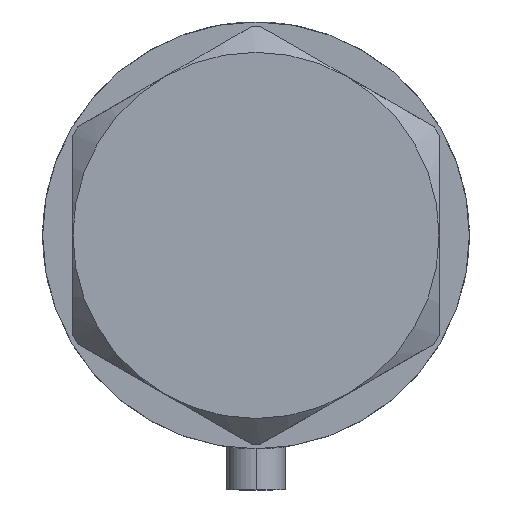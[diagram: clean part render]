
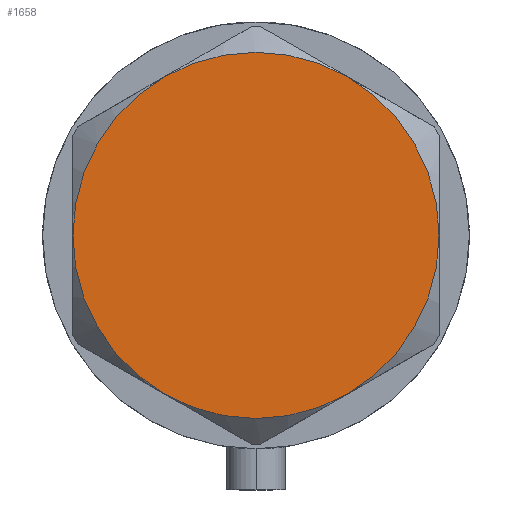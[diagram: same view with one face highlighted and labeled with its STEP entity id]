
A CAD part, left-side view. The second image highlights one B-rep face of the part: STEP entity #1658.
In plain terms, the highlighted face is planar.
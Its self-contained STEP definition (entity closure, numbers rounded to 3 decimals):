
#34 = AXIS2_PLACEMENT_3D ( 'NONE', #3774, #2395, #2033 ) ;
#76 = CARTESIAN_POINT ( 'NONE',  ( 18.875, 32.692, 13. ) ) ;
#89 = EDGE_LOOP ( 'NONE', ( #117, #1226, #350, #1938, #2765, #3863 ) ) ;
#117 = ORIENTED_EDGE ( 'NONE', *, *, #501, .T. ) ;
#189 = AXIS2_PLACEMENT_3D ( 'NONE', #1099, #744, #2859 ) ;
#197 = AXIS2_PLACEMENT_3D ( 'NONE', #1349, #1688, #3088 ) ;
#236 = CARTESIAN_POINT ( 'NONE',  ( 0., 0., 13. ) ) ;
#282 = DIRECTION ( 'NONE',  ( 0., 0., 1. ) ) ;
#350 = ORIENTED_EDGE ( 'NONE', *, *, #2884, .T. ) ;
#434 = EDGE_CURVE ( 'NONE', #4423, #1985, #3367, .T. ) ;
#459 = EDGE_CURVE ( 'NONE', #1174, #4423, #1011, .T. ) ;
#501 = EDGE_CURVE ( 'NONE', #1985, #1104, #700, .T. ) ;
#614 = DIRECTION ( 'NONE',  ( 0., 0., 1. ) ) ;
#700 = CIRCLE ( 'NONE', #189, 37.75 ) ;
#744 = DIRECTION ( 'NONE',  ( 0., 0., 1. ) ) ;
#792 = AXIS2_PLACEMENT_3D ( 'NONE', #3000, #3755, #2019 ) ;
#900 = VERTEX_POINT ( 'NONE', #1139 ) ;
#909 = PLANE ( 'NONE',  #197 ) ;
#1011 = CIRCLE ( 'NONE', #1247, 37.75 ) ;
#1031 = DIRECTION ( 'NONE',  ( 1., 0., 0. ) ) ;
#1099 = CARTESIAN_POINT ( 'NONE',  ( 0., 0., 13. ) ) ;
#1104 = VERTEX_POINT ( 'NONE', #2960 ) ;
#1139 = CARTESIAN_POINT ( 'NONE',  ( -18.875, 32.692, 13. ) ) ;
#1174 = VERTEX_POINT ( 'NONE', #2651 ) ;
#1226 = ORIENTED_EDGE ( 'NONE', *, *, #3070, .T. ) ;
#1247 = AXIS2_PLACEMENT_3D ( 'NONE', #236, #282, #2764 ) ;
#1349 = CARTESIAN_POINT ( 'NONE',  ( 0., 0., 13. ) ) ;
#1373 = VERTEX_POINT ( 'NONE', #76 ) ;
#1658 = ADVANCED_FACE ( 'NONE', ( #2660 ), #909, .T. ) ;
#1688 = DIRECTION ( 'NONE',  ( 0., 0., 1. ) ) ;
#1758 = AXIS2_PLACEMENT_3D ( 'NONE', #2066, #3767, #1031 ) ;
#1914 = CIRCLE ( 'NONE', #792, 37.75 ) ;
#1938 = ORIENTED_EDGE ( 'NONE', *, *, #2208, .T. ) ;
#1985 = VERTEX_POINT ( 'NONE', #2667 ) ;
#2019 = DIRECTION ( 'NONE',  ( 1., 0., 0. ) ) ;
#2033 = DIRECTION ( 'NONE',  ( 1., 0., 0. ) ) ;
#2066 = CARTESIAN_POINT ( 'NONE',  ( 0., 0., 13. ) ) ;
#2208 = EDGE_CURVE ( 'NONE', #900, #1174, #1914, .T. ) ;
#2395 = DIRECTION ( 'NONE',  ( 0., 0., 1. ) ) ;
#2544 = CIRCLE ( 'NONE', #1758, 37.75 ) ;
#2651 = CARTESIAN_POINT ( 'NONE',  ( -37.75, 0., 13. ) ) ;
#2660 = FACE_OUTER_BOUND ( 'NONE', #89, .T. ) ;
#2667 = CARTESIAN_POINT ( 'NONE',  ( 18.875, -32.692, 13. ) ) ;
#2764 = DIRECTION ( 'NONE',  ( 1., 0., 0. ) ) ;
#2765 = ORIENTED_EDGE ( 'NONE', *, *, #459, .T. ) ;
#2859 = DIRECTION ( 'NONE',  ( 1., 0., 0. ) ) ;
#2884 = EDGE_CURVE ( 'NONE', #1373, #900, #2544, .T. ) ;
#2960 = CARTESIAN_POINT ( 'NONE',  ( 37.75, 0., 13. ) ) ;
#3000 = CARTESIAN_POINT ( 'NONE',  ( 0., 0., 13. ) ) ;
#3070 = EDGE_CURVE ( 'NONE', #1104, #1373, #3736, .T. ) ;
#3074 = CARTESIAN_POINT ( 'NONE',  ( 0., 0., 13. ) ) ;
#3088 = DIRECTION ( 'NONE',  ( 1., 0., 0. ) ) ;
#3367 = CIRCLE ( 'NONE', #34, 37.75 ) ;
#3436 = DIRECTION ( 'NONE',  ( 1., 0., 0. ) ) ;
#3736 = CIRCLE ( 'NONE', #4310, 37.75 ) ;
#3755 = DIRECTION ( 'NONE',  ( 0., 0., 1. ) ) ;
#3767 = DIRECTION ( 'NONE',  ( 0., 0., 1. ) ) ;
#3774 = CARTESIAN_POINT ( 'NONE',  ( 0., 0., 13. ) ) ;
#3863 = ORIENTED_EDGE ( 'NONE', *, *, #434, .T. ) ;
#4126 = CARTESIAN_POINT ( 'NONE',  ( -18.875, -32.692, 13. ) ) ;
#4310 = AXIS2_PLACEMENT_3D ( 'NONE', #3074, #614, #3436 ) ;
#4423 = VERTEX_POINT ( 'NONE', #4126 ) ;
